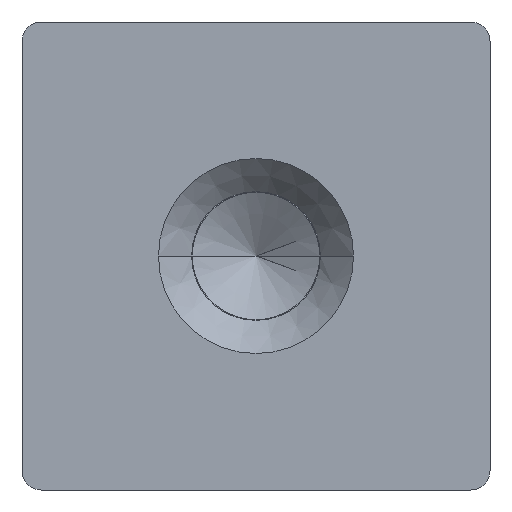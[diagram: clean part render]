
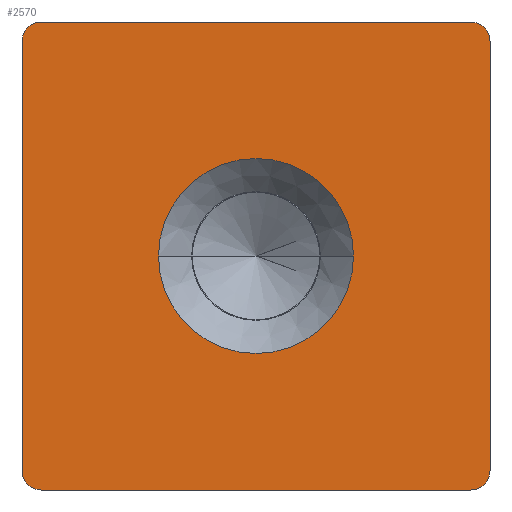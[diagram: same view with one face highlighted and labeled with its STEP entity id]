
A CAD part, front view. The second image highlights one B-rep face of the part: STEP entity #2570.
In plain terms, the highlighted planar face has unit normal (0, -1, 0).
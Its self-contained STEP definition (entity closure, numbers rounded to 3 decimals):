
#60=CARTESIAN_POINT('',(6.,0.,6.));
#70=DIRECTION('',(-1.,0.,0.));
#80=VECTOR('',#70,1.);
#90=LINE('',#60,#80);
#100=CARTESIAN_POINT('',(5.5,0.,6.));
#110=VERTEX_POINT('',#100);
#120=CARTESIAN_POINT('',(-5.5,0.,6.));
#130=VERTEX_POINT('',#120);
#140=EDGE_CURVE('',#110,#130,#90,.T.);
#1060=CARTESIAN_POINT('',(6.,0.,5.5));
#1070=VERTEX_POINT('',#1060);
#1100=CARTESIAN_POINT('',(5.5,0.,5.5));
#1110=DIRECTION('',(0.,-1.,0.));
#1120=DIRECTION('',(-1.,0.,0.));
#1130=AXIS2_PLACEMENT_3D('',#1100,#1110,#1120);
#1140=CIRCLE('',#1130,0.5);
#1150=EDGE_CURVE('',#1070,#110,#1140,.T.);
#1650=CARTESIAN_POINT('',(-5.5,0.,5.5));
#1660=DIRECTION('',(0.,1.,0.));
#1670=DIRECTION('',(1.,0.,0.));
#1680=AXIS2_PLACEMENT_3D('',#1650,#1660,#1670);
#1690=CIRCLE('',#1680,0.5);
#1700=CARTESIAN_POINT('',(-6.,0.,5.5));
#1710=VERTEX_POINT('',#1700);
#1720=EDGE_CURVE('',#1710,#130,#1690,.T.);
#1920=CARTESIAN_POINT('',(6.,0.,0.));
#1930=DIRECTION('',(-0.,1.,0.));
#1940=DIRECTION('',(1.,0.,0.));
#1950=AXIS2_PLACEMENT_3D('',#1920,#1930,#1940);
#1960=PLANE('',#1950);
#1970=CARTESIAN_POINT('',(0.,0.,0.));
#1980=DIRECTION('',(0.,-1.,0.));
#1990=DIRECTION('',(-1.,0.,0.));
#2000=AXIS2_PLACEMENT_3D('',#1970,#1980,#1990);
#2010=CIRCLE('',#2000,2.5);
#2020=CARTESIAN_POINT('',(2.5,0.,0.));
#2030=VERTEX_POINT('',#2020);
#2040=CARTESIAN_POINT('',(-2.5,0.,0.));
#2050=VERTEX_POINT('',#2040);
#2060=EDGE_CURVE('',#2030,#2050,#2010,.T.);
#2070=ORIENTED_EDGE('',*,*,#2060,.F.);
#2080=EDGE_CURVE('',#2050,#2030,#2010,.T.);
#2090=ORIENTED_EDGE('',*,*,#2080,.F.);
#2100=EDGE_LOOP('',(#2090,#2070));
#2110=FACE_BOUND('',#2100,.T.);
#2120=ORIENTED_EDGE('',*,*,#1720,.F.);
#2130=ORIENTED_EDGE('',*,*,#140,.T.);
#2140=ORIENTED_EDGE('',*,*,#1150,.T.);
#2150=CARTESIAN_POINT('',(6.,0.,0.));
#2160=DIRECTION('',(0.,0.,-1.));
#2170=VECTOR('',#2160,1.);
#2180=LINE('',#2150,#2170);
#2190=CARTESIAN_POINT('',(6.,0.,-5.5));
#2200=VERTEX_POINT('',#2190);
#2210=EDGE_CURVE('',#1070,#2200,#2180,.T.);
#2220=ORIENTED_EDGE('',*,*,#2210,.F.);
#2230=CARTESIAN_POINT('',(5.5,0.,-5.5));
#2240=DIRECTION('',(0.,-1.,0.));
#2250=DIRECTION('',(-1.,0.,0.));
#2260=AXIS2_PLACEMENT_3D('',#2230,#2240,#2250);
#2270=CIRCLE('',#2260,0.5);
#2280=CARTESIAN_POINT('',(5.5,0.,-6.));
#2290=VERTEX_POINT('',#2280);
#2300=EDGE_CURVE('',#2290,#2200,#2270,.T.);
#2310=ORIENTED_EDGE('',*,*,#2300,.T.);
#2320=CARTESIAN_POINT('',(6.,0.,-6.));
#2330=DIRECTION('',(-1.,0.,0.));
#2340=VECTOR('',#2330,1.);
#2350=LINE('',#2320,#2340);
#2360=CARTESIAN_POINT('',(-5.5,0.,-6.));
#2370=VERTEX_POINT('',#2360);
#2380=EDGE_CURVE('',#2290,#2370,#2350,.T.);
#2390=ORIENTED_EDGE('',*,*,#2380,.F.);
#2400=CARTESIAN_POINT('',(-5.5,0.,-5.5));
#2410=DIRECTION('',(0.,1.,0.));
#2420=DIRECTION('',(1.,0.,0.));
#2430=AXIS2_PLACEMENT_3D('',#2400,#2410,#2420);
#2440=CIRCLE('',#2430,0.5);
#2450=CARTESIAN_POINT('',(-6.,0.,-5.5));
#2460=VERTEX_POINT('',#2450);
#2470=EDGE_CURVE('',#2370,#2460,#2440,.T.);
#2480=ORIENTED_EDGE('',*,*,#2470,.F.);
#2490=CARTESIAN_POINT('',(-6.,0.,0.));
#2500=DIRECTION('',(0.,0.,-1.));
#2510=VECTOR('',#2500,1.);
#2520=LINE('',#2490,#2510);
#2530=EDGE_CURVE('',#1710,#2460,#2520,.T.);
#2540=ORIENTED_EDGE('',*,*,#2530,.T.);
#2550=EDGE_LOOP('',(#2540,#2480,#2390,#2310,#2220,#2140,#2130,#2120));
#2560=FACE_OUTER_BOUND('',#2550,.T.);
#2570=ADVANCED_FACE('',(#2110,#2560),#1960,.F.);
